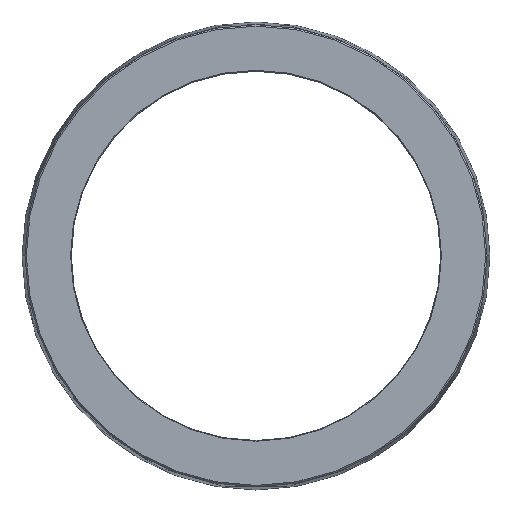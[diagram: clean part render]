
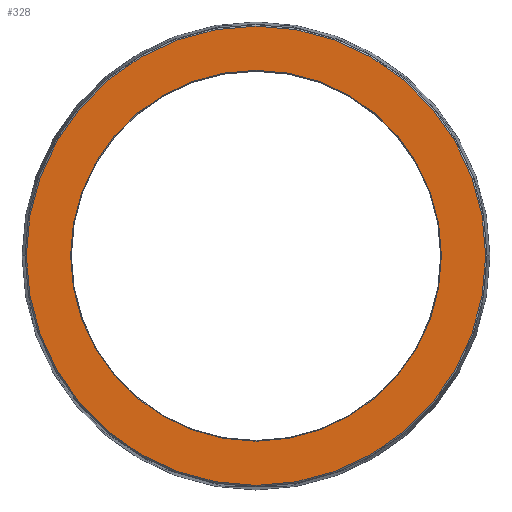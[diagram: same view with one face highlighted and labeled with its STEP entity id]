
A CAD part, top view. The second image highlights one B-rep face of the part: STEP entity #328.
In plain terms, the highlighted planar face has unit normal (0, 0, 1).
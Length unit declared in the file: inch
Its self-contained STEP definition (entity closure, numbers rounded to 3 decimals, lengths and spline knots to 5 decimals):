
#12 = CARTESIAN_POINT ( 'NONE',  ( 0., 0., 3.5 ) ) ;
#17 = CARTESIAN_POINT ( 'NONE',  ( 0., 0., 3.5 ) ) ;
#23 = EDGE_CURVE ( 'NONE', #451, #74, #496, .T. ) ;
#30 = EDGE_LOOP ( 'NONE', ( #446, #244 ) ) ;
#47 = EDGE_CURVE ( 'NONE', #74, #451, #55, .T. ) ;
#52 = DIRECTION ( 'NONE',  ( 0., 0., -1. ) ) ;
#55 = CIRCLE ( 'NONE', #349, 4.23093 ) ;
#57 = EDGE_LOOP ( 'NONE', ( #304, #487 ) ) ;
#74 = VERTEX_POINT ( 'NONE', #433 ) ;
#81 = CARTESIAN_POINT ( 'NONE',  ( 0., 0., 3.5 ) ) ;
#118 = DIRECTION ( 'NONE',  ( 1., 0., 0. ) ) ;
#119 = AXIS2_PLACEMENT_3D ( 'NONE', #17, #52, #187 ) ;
#130 = CIRCLE ( 'NONE', #119, 3.4165 ) ;
#132 = DIRECTION ( 'NONE',  ( 0., 0., 1. ) ) ;
#137 = CARTESIAN_POINT ( 'NONE',  ( -4.23093, 0., 3.5 ) ) ;
#147 = PLANE ( 'NONE',  #250 ) ;
#155 = DIRECTION ( 'NONE',  ( 0., 0., -1. ) ) ;
#171 = AXIS2_PLACEMENT_3D ( 'NONE', #416, #155, #417 ) ;
#172 = DIRECTION ( 'NONE',  ( 0., 0., 1. ) ) ;
#187 = DIRECTION ( 'NONE',  ( 1., 0., 0. ) ) ;
#189 = CARTESIAN_POINT ( 'NONE',  ( -3.4165, 0., 3.5 ) ) ;
#201 = DIRECTION ( 'NONE',  ( 0., 0., 1. ) ) ;
#204 = EDGE_CURVE ( 'NONE', #397, #440, #130, .T. ) ;
#244 = ORIENTED_EDGE ( 'NONE', *, *, #204, .T. ) ;
#250 = AXIS2_PLACEMENT_3D ( 'NONE', #392, #201, #118 ) ;
#251 = DIRECTION ( 'NONE',  ( 1., 0., 0. ) ) ;
#269 = FACE_OUTER_BOUND ( 'NONE', #57, .T. ) ;
#280 = AXIS2_PLACEMENT_3D ( 'NONE', #81, #132, #251 ) ;
#281 = DIRECTION ( 'NONE',  ( 1., 0., 0. ) ) ;
#302 = FACE_BOUND ( 'NONE', #30, .T. ) ;
#304 = ORIENTED_EDGE ( 'NONE', *, *, #23, .T. ) ;
#328 = ADVANCED_FACE ( 'NONE', ( #302, #269 ), #147, .T. ) ;
#349 = AXIS2_PLACEMENT_3D ( 'NONE', #12, #172, #281 ) ;
#369 = EDGE_CURVE ( 'NONE', #440, #397, #390, .T. ) ;
#390 = CIRCLE ( 'NONE', #171, 3.4165 ) ;
#392 = CARTESIAN_POINT ( 'NONE',  ( 0., 0., 3.5 ) ) ;
#397 = VERTEX_POINT ( 'NONE', #189 ) ;
#404 = CARTESIAN_POINT ( 'NONE',  ( 3.4165, 0., 3.5 ) ) ;
#416 = CARTESIAN_POINT ( 'NONE',  ( 0., 0., 3.5 ) ) ;
#417 = DIRECTION ( 'NONE',  ( 1., 0., 0. ) ) ;
#433 = CARTESIAN_POINT ( 'NONE',  ( 4.23093, 0., 3.5 ) ) ;
#440 = VERTEX_POINT ( 'NONE', #404 ) ;
#446 = ORIENTED_EDGE ( 'NONE', *, *, #369, .T. ) ;
#451 = VERTEX_POINT ( 'NONE', #137 ) ;
#487 = ORIENTED_EDGE ( 'NONE', *, *, #47, .T. ) ;
#496 = CIRCLE ( 'NONE', #280, 4.23093 ) ;
